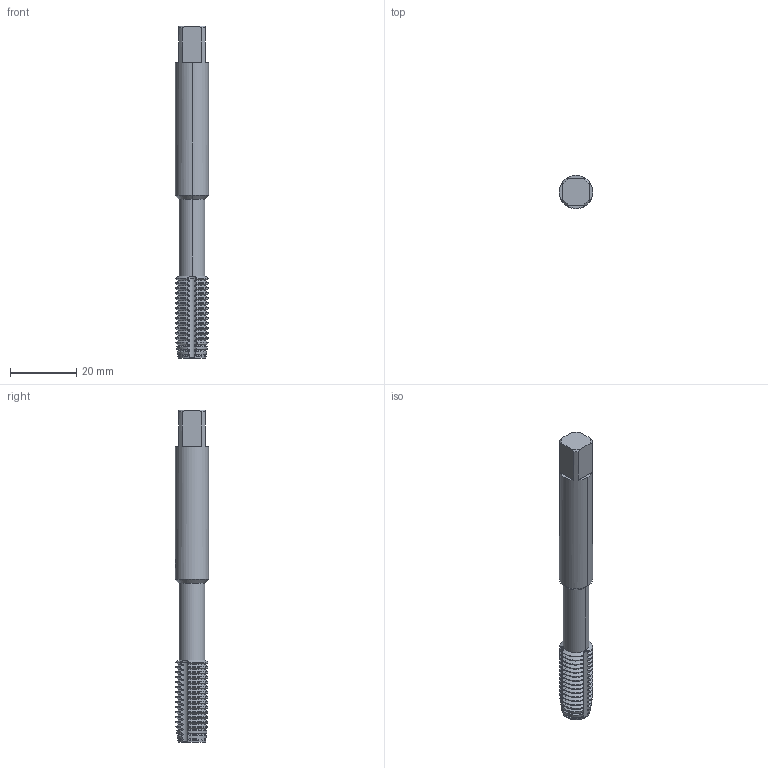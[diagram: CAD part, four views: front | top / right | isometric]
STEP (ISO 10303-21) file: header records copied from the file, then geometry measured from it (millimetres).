
FILE_DESCRIPTION(('no description'),'unknown implementation level');
FILE_NAME('solid00Wng4Zw9Cjr9BiLzjOaP3iBnx4_1.STP',' ',('CIMSOURCE GmbH'),('CADClick - KiM GmbH - www.kimweb.de'),'unknown preprocess','ACIS','unknown authorization');
FILE_SCHEMA(('automotive_design'));
Length unit declared in the file: millimetre
Products named in the file (2): 1; 2
Bounding box: 10 x 10 x 100 mm (x, y, z)
Volume: 6505.4 mm3; surface area: 4585.6 mm2
Topology: 2 solids, 2 shells, 366 faces, 1010 edges, 648 vertices
Faces by surface type: cone 192, cylinder 154, plane 17, torus 3
Entity records: 24451 total; most frequent: CARTESIAN_POINT 3997, STYLED_ITEM 2026, PRESENTATION_STYLE_ASSIGNMENT 2026, COLOUR_RGB 2026, ORIENTED_EDGE 2020, DIRECTION 1911, EDGE_CURVE 1010, CURVE_STYLE 1010
